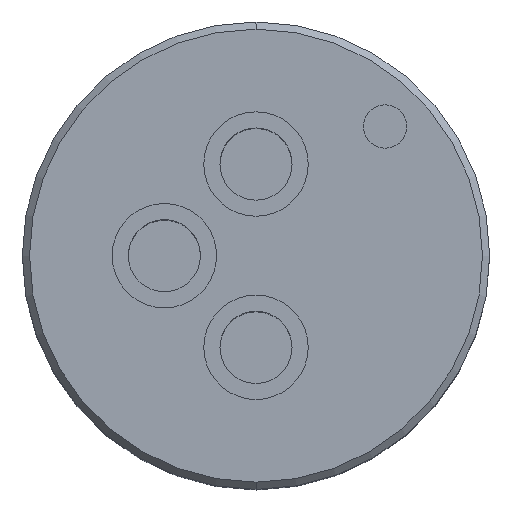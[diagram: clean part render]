
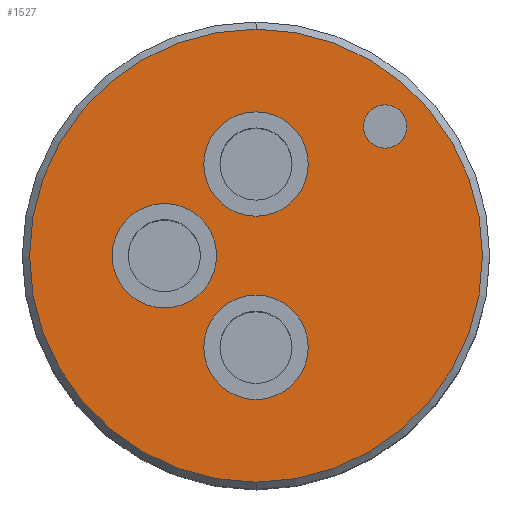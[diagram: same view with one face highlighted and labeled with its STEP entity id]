
A CAD part, top view. The second image highlights one B-rep face of the part: STEP entity #1527.
In plain terms, the highlighted planar face has unit normal (0, 0, 1).
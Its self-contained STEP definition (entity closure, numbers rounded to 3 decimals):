
#1173=CARTESIAN_POINT('',(-1.27,0.724,4.953));
#1174=VERTEX_POINT('',#1173);
#1190=CARTESIAN_POINT('',(-1.27,-0.724,4.953));
#1191=VERTEX_POINT('',#1190);
#1198=CARTESIAN_POINT('',(-1.27,0.,4.953));
#1199=DIRECTION('',(0.0,0.0,-1.0));
#1200=DIRECTION('',(0.0,1.0,0.0));
#1201=AXIS2_PLACEMENT_3D('',#1198,#1199,#1200);
#1202=CIRCLE('',#1201,0.724);
#1203=EDGE_CURVE('',#1174,#1191,#1202,.T.);
#1215=CARTESIAN_POINT('',(0.,1.994,4.953));
#1216=VERTEX_POINT('',#1215);
#1232=CARTESIAN_POINT('',(0.,0.547,4.953));
#1233=VERTEX_POINT('',#1232);
#1240=CARTESIAN_POINT('',(0.,1.27,4.953));
#1241=DIRECTION('',(0.0,0.0,-1.0));
#1242=DIRECTION('',(0.0,1.0,0.0));
#1243=AXIS2_PLACEMENT_3D('',#1240,#1241,#1242);
#1244=CIRCLE('',#1243,0.724);
#1245=EDGE_CURVE('',#1216,#1233,#1244,.T.);
#1257=CARTESIAN_POINT('',(0.,-0.547,4.953));
#1258=VERTEX_POINT('',#1257);
#1274=CARTESIAN_POINT('',(0.,-1.994,4.953));
#1275=VERTEX_POINT('',#1274);
#1282=CARTESIAN_POINT('',(0.,-1.27,4.953));
#1283=DIRECTION('',(0.0,0.0,-1.0));
#1284=DIRECTION('',(0.0,1.0,0.0));
#1285=AXIS2_PLACEMENT_3D('',#1282,#1283,#1284);
#1286=CIRCLE('',#1285,0.724);
#1287=EDGE_CURVE('',#1258,#1275,#1286,.T.);
#1339=CARTESIAN_POINT('',(0.,-3.139,4.953));
#1340=VERTEX_POINT('',#1339);
#1347=CARTESIAN_POINT('',(0.,3.139,4.953));
#1348=VERTEX_POINT('',#1347);
#1349=CARTESIAN_POINT('',(0.0,0.0,4.953));
#1350=DIRECTION('',(0.0,0.0,-1.0));
#1351=DIRECTION('',(0.0,-1.0,0.0));
#1352=AXIS2_PLACEMENT_3D('',#1349,#1350,#1351);
#1353=CIRCLE('',#1352,3.139);
#1354=EDGE_CURVE('',#1340,#1348,#1353,.T.);
#1377=CARTESIAN_POINT('',(1.79,2.09,4.953));
#1378=VERTEX_POINT('',#1377);
#1387=CARTESIAN_POINT('',(1.79,1.49,4.953));
#1388=VERTEX_POINT('',#1387);
#1389=CARTESIAN_POINT('',(1.79,1.79,4.953));
#1390=DIRECTION('',(0.0,0.0,-1.0));
#1391=DIRECTION('',(0.0,1.0,0.0));
#1392=AXIS2_PLACEMENT_3D('',#1389,#1390,#1391);
#1393=CIRCLE('',#1392,0.3);
#1394=EDGE_CURVE('',#1388,#1378,#1393,.T.);
#1428=CARTESIAN_POINT('',(1.79,1.79,4.953));
#1429=DIRECTION('',(0.0,0.0,-1.0));
#1430=DIRECTION('',(0.0,1.0,0.0));
#1431=AXIS2_PLACEMENT_3D('',#1428,#1429,#1430);
#1432=CIRCLE('',#1431,0.3);
#1433=EDGE_CURVE('',#1378,#1388,#1432,.T.);
#1456=CARTESIAN_POINT('',(0.0,0.0,4.953));
#1457=DIRECTION('',(0.0,0.0,-1.0));
#1458=DIRECTION('',(0.0,-1.0,0.0));
#1459=AXIS2_PLACEMENT_3D('',#1456,#1457,#1458);
#1460=CIRCLE('',#1459,3.139);
#1461=EDGE_CURVE('',#1348,#1340,#1460,.T.);
#1484=CARTESIAN_POINT('',(0.0,0.0,4.953));
#1485=DIRECTION('',(0.0,0.0,1.0));
#1486=DIRECTION('',(0.0,1.0,0.0));
#1487=AXIS2_PLACEMENT_3D('',#1484,#1485,#1486);
#1488=PLANE('',#1487);
#1489=ORIENTED_EDGE('',*,*,#1461,.F.);
#1490=ORIENTED_EDGE('',*,*,#1354,.F.);
#1491=EDGE_LOOP('',(#1489,#1490));
#1492=FACE_OUTER_BOUND('',#1491,.T.);
#1493=ORIENTED_EDGE('',*,*,#1433,.T.);
#1494=ORIENTED_EDGE('',*,*,#1394,.T.);
#1495=EDGE_LOOP('',(#1493,#1494));
#1496=FACE_BOUND('',#1495,.T.);
#1497=ORIENTED_EDGE('',*,*,#1203,.T.);
#1498=CARTESIAN_POINT('',(-1.27,0.,4.953));
#1499=DIRECTION('',(0.0,0.0,-1.0));
#1500=DIRECTION('',(0.0,1.0,0.0));
#1501=AXIS2_PLACEMENT_3D('',#1498,#1499,#1500);
#1502=CIRCLE('',#1501,0.724);
#1503=EDGE_CURVE('',#1191,#1174,#1502,.T.);
#1504=ORIENTED_EDGE('',*,*,#1503,.T.);
#1505=EDGE_LOOP('',(#1497,#1504));
#1506=FACE_BOUND('',#1505,.T.);
#1507=ORIENTED_EDGE('',*,*,#1245,.T.);
#1508=CARTESIAN_POINT('',(0.,1.27,4.953));
#1509=DIRECTION('',(0.0,0.0,-1.0));
#1510=DIRECTION('',(0.0,1.0,0.0));
#1511=AXIS2_PLACEMENT_3D('',#1508,#1509,#1510);
#1512=CIRCLE('',#1511,0.724);
#1513=EDGE_CURVE('',#1233,#1216,#1512,.T.);
#1514=ORIENTED_EDGE('',*,*,#1513,.T.);
#1515=EDGE_LOOP('',(#1507,#1514));
#1516=FACE_BOUND('',#1515,.T.);
#1517=ORIENTED_EDGE('',*,*,#1287,.T.);
#1518=CARTESIAN_POINT('',(0.,-1.27,4.953));
#1519=DIRECTION('',(0.0,0.0,-1.0));
#1520=DIRECTION('',(0.0,1.0,0.0));
#1521=AXIS2_PLACEMENT_3D('',#1518,#1519,#1520);
#1522=CIRCLE('',#1521,0.724);
#1523=EDGE_CURVE('',#1275,#1258,#1522,.T.);
#1524=ORIENTED_EDGE('',*,*,#1523,.T.);
#1525=EDGE_LOOP('',(#1517,#1524));
#1526=FACE_BOUND('',#1525,.T.);
#1527=ADVANCED_FACE('',(#1492,#1496,#1506,#1516,#1526),#1488,.T.);
